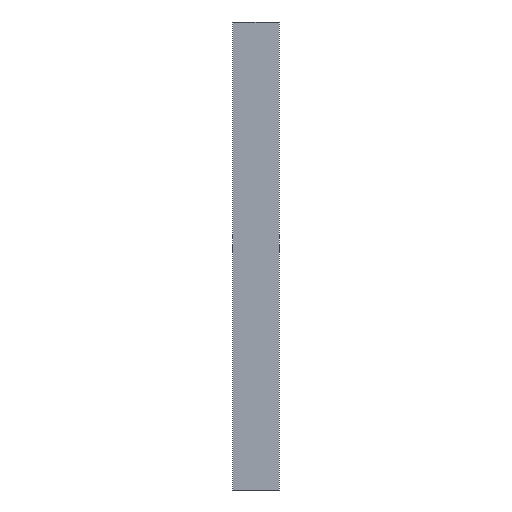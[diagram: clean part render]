
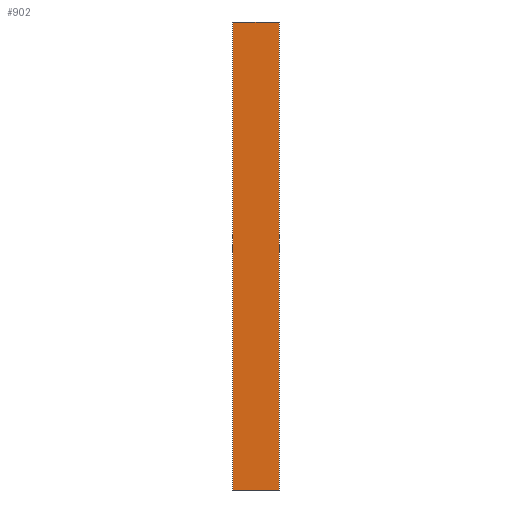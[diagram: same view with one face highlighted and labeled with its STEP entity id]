
A CAD part, front view. The second image highlights one B-rep face of the part: STEP entity #902.
In plain terms, the highlighted planar face has unit normal (0, -1, 0).
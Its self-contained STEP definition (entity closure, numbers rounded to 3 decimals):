
#100 = DIRECTION ( 'NONE',  ( 1., 0., 0. ) ) ;
#101 = CARTESIAN_POINT ( 'NONE',  ( 0., 5.698, -250. ) ) ;
#136 = EDGE_CURVE ( 'NONE', #917, #1259, #864, .T. ) ;
#189 = LINE ( 'NONE', #275, #204 ) ;
#204 = VECTOR ( 'NONE', #277, 1000. ) ;
#254 = EDGE_CURVE ( 'NONE', #2266, #2303, #189, .T. ) ;
#275 = CARTESIAN_POINT ( 'NONE',  ( 0., 5.698, 250. ) ) ;
#277 = DIRECTION ( 'NONE',  ( 1., 0., 0. ) ) ;
#401 = EDGE_CURVE ( 'NONE', #2266, #917, #1546, .T. ) ;
#608 = CARTESIAN_POINT ( 'NONE',  ( -5.2, 5.698, 0. ) ) ;
#623 = DIRECTION ( 'NONE',  ( 0., 0., -1. ) ) ;
#742 = CARTESIAN_POINT ( 'NONE',  ( 44.8, 5.698, 250. ) ) ;
#801 = CARTESIAN_POINT ( 'NONE',  ( -5.2, 5.698, 250. ) ) ;
#811 = VECTOR ( 'NONE', #623, 1000. ) ;
#835 = DIRECTION ( 'NONE',  ( 0., 0., -1. ) ) ;
#864 = LINE ( 'NONE', #101, #904 ) ;
#902 = ADVANCED_FACE ( 'NONE', ( #1361 ), #1365, .T. ) ;
#904 = VECTOR ( 'NONE', #100, 1000. ) ;
#917 = VERTEX_POINT ( 'NONE', #1469 ) ;
#1041 = ORIENTED_EDGE ( 'NONE', *, *, #2256, .F. ) ;
#1259 = VERTEX_POINT ( 'NONE', #1530 ) ;
#1278 = ORIENTED_EDGE ( 'NONE', *, *, #401, .T. ) ;
#1353 = EDGE_LOOP ( 'NONE', ( #1521, #1278, #1949, #1041 ) ) ;
#1361 = FACE_OUTER_BOUND ( 'NONE', #1353, .T. ) ;
#1365 = PLANE ( 'NONE',  #1767 ) ;
#1390 = CARTESIAN_POINT ( 'NONE',  ( 39.8, 5.698, 0. ) ) ;
#1406 = DIRECTION ( 'NONE',  ( 0., -1., 0. ) ) ;
#1413 = DIRECTION ( 'NONE',  ( 0., 0., -1. ) ) ;
#1469 = CARTESIAN_POINT ( 'NONE',  ( -5.2, 5.698, -250. ) ) ;
#1521 = ORIENTED_EDGE ( 'NONE', *, *, #254, .F. ) ;
#1530 = CARTESIAN_POINT ( 'NONE',  ( 44.8, 5.698, -250. ) ) ;
#1546 = LINE ( 'NONE', #608, #811 ) ;
#1767 = AXIS2_PLACEMENT_3D ( 'NONE', #1390, #1406, #1413 ) ;
#1797 = VECTOR ( 'NONE', #835, 1000. ) ;
#1941 = LINE ( 'NONE', #1977, #1797 ) ;
#1949 = ORIENTED_EDGE ( 'NONE', *, *, #136, .T. ) ;
#1977 = CARTESIAN_POINT ( 'NONE',  ( 44.8, 5.698, 0. ) ) ;
#2256 = EDGE_CURVE ( 'NONE', #2303, #1259, #1941, .T. ) ;
#2266 = VERTEX_POINT ( 'NONE', #801 ) ;
#2303 = VERTEX_POINT ( 'NONE', #742 ) ;
